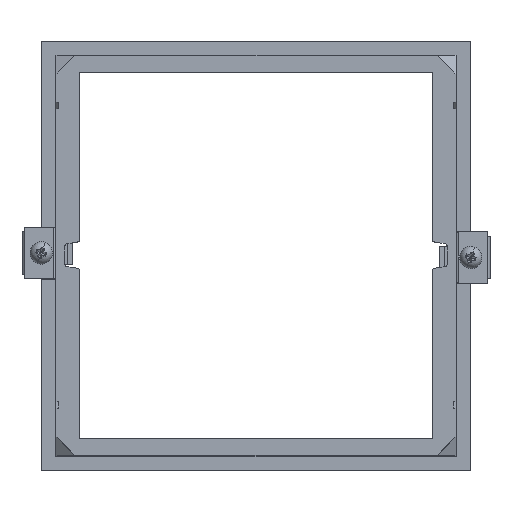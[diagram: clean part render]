
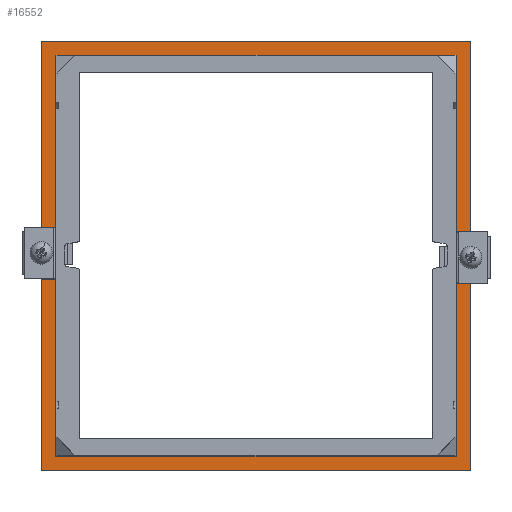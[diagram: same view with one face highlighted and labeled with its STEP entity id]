
A CAD part, top view. The second image highlights one B-rep face of the part: STEP entity #16552.
In plain terms, the highlighted planar face has unit normal (0, 0, 1).
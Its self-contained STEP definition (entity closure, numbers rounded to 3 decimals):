
#202 = LINE ( 'NONE', #1198, #2210 ) ;
#253 = VERTEX_POINT ( 'NONE', #9501 ) ;
#333 = ORIENTED_EDGE ( 'NONE', *, *, #1011, .F. ) ;
#430 = ORIENTED_EDGE ( 'NONE', *, *, #12111, .F. ) ;
#467 = VERTEX_POINT ( 'NONE', #7406 ) ;
#730 = CARTESIAN_POINT ( 'NONE',  ( -48., 48., -110. ) ) ;
#927 = FACE_BOUND ( 'NONE', #11814, .T. ) ;
#1011 = EDGE_CURVE ( 'NONE', #467, #6286, #4072, .T. ) ;
#1198 = CARTESIAN_POINT ( 'NONE',  ( 48., -48., -110. ) ) ;
#1290 = EDGE_CURVE ( 'NONE', #253, #12626, #10502, .T. ) ;
#1895 = DIRECTION ( 'NONE',  ( -1., 0., 0. ) ) ;
#1978 = VECTOR ( 'NONE', #13862, 1000. ) ;
#2106 = CARTESIAN_POINT ( 'NONE',  ( -44.75, -44.75, -110. ) ) ;
#2115 = VECTOR ( 'NONE', #14166, 1000. ) ;
#2145 = LINE ( 'NONE', #18144, #16050 ) ;
#2210 = VECTOR ( 'NONE', #12346, 1000. ) ;
#2981 = VERTEX_POINT ( 'NONE', #2995 ) ;
#2995 = CARTESIAN_POINT ( 'NONE',  ( 48., -48., -110. ) ) ;
#3016 = ORIENTED_EDGE ( 'NONE', *, *, #5311, .F. ) ;
#3368 = CARTESIAN_POINT ( 'NONE',  ( 48., -48., -110. ) ) ;
#3418 = VECTOR ( 'NONE', #10809, 1000. ) ;
#3462 = DIRECTION ( 'NONE',  ( 0., 0., 1. ) ) ;
#3588 = CARTESIAN_POINT ( 'NONE',  ( -48., 48., -110. ) ) ;
#4072 = LINE ( 'NONE', #5979, #2115 ) ;
#4766 = CARTESIAN_POINT ( 'NONE',  ( 44.75, -44.75, -110. ) ) ;
#4953 = LINE ( 'NONE', #17890, #3418 ) ;
#5311 = EDGE_CURVE ( 'NONE', #15598, #253, #11643, .T. ) ;
#5979 = CARTESIAN_POINT ( 'NONE',  ( 48., 48., -110. ) ) ;
#6242 = VECTOR ( 'NONE', #1895, 1000. ) ;
#6286 = VERTEX_POINT ( 'NONE', #12282 ) ;
#6853 = VERTEX_POINT ( 'NONE', #14220 ) ;
#7042 = EDGE_LOOP ( 'NONE', ( #333, #11183, #15326, #430 ) ) ;
#7114 = AXIS2_PLACEMENT_3D ( 'NONE', #730, #3462, #7568 ) ;
#7406 = CARTESIAN_POINT ( 'NONE',  ( -48., 48., -110. ) ) ;
#7568 = DIRECTION ( 'NONE',  ( 1., 0., 0. ) ) ;
#7815 = PLANE ( 'NONE',  #7114 ) ;
#8023 = CARTESIAN_POINT ( 'NONE',  ( -48., -48., -110. ) ) ;
#9501 = CARTESIAN_POINT ( 'NONE',  ( -44.75, -44.75, -110. ) ) ;
#10502 = LINE ( 'NONE', #2106, #17560 ) ;
#10724 = EDGE_CURVE ( 'NONE', #6853, #15598, #4953, .T. ) ;
#10809 = DIRECTION ( 'NONE',  ( -1., 0., 0. ) ) ;
#10880 = ORIENTED_EDGE ( 'NONE', *, *, #10724, .F. ) ;
#10984 = ORIENTED_EDGE ( 'NONE', *, *, #1290, .F. ) ;
#11183 = ORIENTED_EDGE ( 'NONE', *, *, #12607, .F. ) ;
#11643 = LINE ( 'NONE', #18000, #14974 ) ;
#11814 = EDGE_LOOP ( 'NONE', ( #13770, #10984, #3016, #10880 ) ) ;
#11946 = DIRECTION ( 'NONE',  ( 1., 0., 0. ) ) ;
#12111 = EDGE_CURVE ( 'NONE', #6286, #2981, #202, .T. ) ;
#12282 = CARTESIAN_POINT ( 'NONE',  ( 48., 48., -110. ) ) ;
#12346 = DIRECTION ( 'NONE',  ( 0., -1., 0. ) ) ;
#12607 = EDGE_CURVE ( 'NONE', #15943, #467, #17433, .T. ) ;
#12626 = VERTEX_POINT ( 'NONE', #4766 ) ;
#12741 = DIRECTION ( 'NONE',  ( 0., -1., 0. ) ) ;
#13255 = FACE_OUTER_BOUND ( 'NONE', #7042, .T. ) ;
#13655 = EDGE_CURVE ( 'NONE', #12626, #6853, #2145, .T. ) ;
#13770 = ORIENTED_EDGE ( 'NONE', *, *, #13655, .F. ) ;
#13862 = DIRECTION ( 'NONE',  ( 0., 1., 0. ) ) ;
#14166 = DIRECTION ( 'NONE',  ( 1., 0., 0. ) ) ;
#14220 = CARTESIAN_POINT ( 'NONE',  ( 44.75, 44.75, -110. ) ) ;
#14974 = VECTOR ( 'NONE', #12741, 1000. ) ;
#15220 = EDGE_CURVE ( 'NONE', #2981, #15943, #15538, .T. ) ;
#15326 = ORIENTED_EDGE ( 'NONE', *, *, #15220, .F. ) ;
#15396 = DIRECTION ( 'NONE',  ( 0., 1., 0. ) ) ;
#15538 = LINE ( 'NONE', #3368, #6242 ) ;
#15598 = VERTEX_POINT ( 'NONE', #16743 ) ;
#15943 = VERTEX_POINT ( 'NONE', #8023 ) ;
#16050 = VECTOR ( 'NONE', #15396, 1000. ) ;
#16552 = ADVANCED_FACE ( 'NONE', ( #927, #13255 ), #7815, .T. ) ;
#16743 = CARTESIAN_POINT ( 'NONE',  ( -44.75, 44.75, -110. ) ) ;
#17433 = LINE ( 'NONE', #3588, #1978 ) ;
#17560 = VECTOR ( 'NONE', #11946, 1000. ) ;
#17890 = CARTESIAN_POINT ( 'NONE',  ( -44.75, 44.75, -110. ) ) ;
#18000 = CARTESIAN_POINT ( 'NONE',  ( -44.75, 44.75, -110. ) ) ;
#18144 = CARTESIAN_POINT ( 'NONE',  ( 44.75, 44.75, -110. ) ) ;
